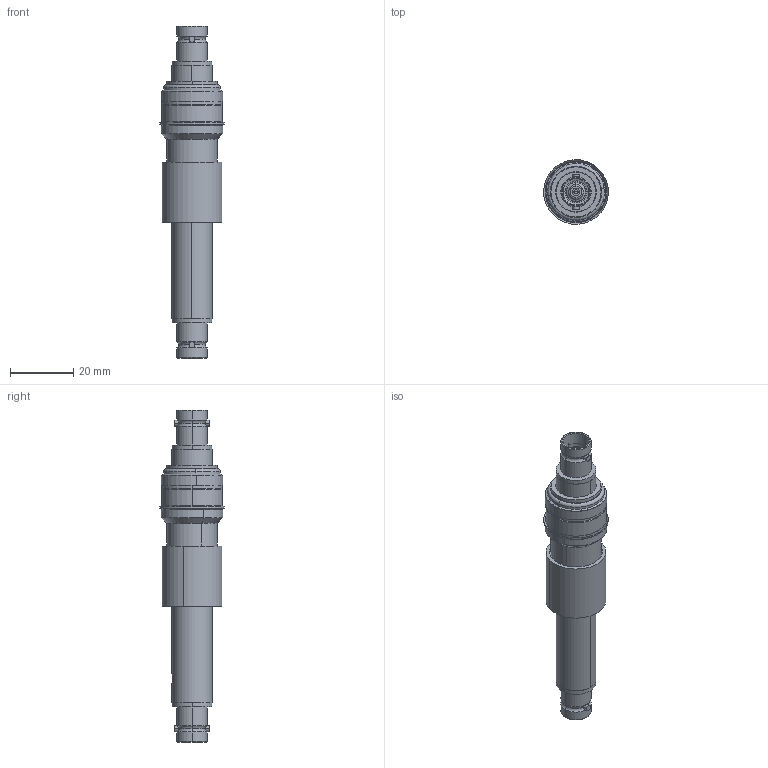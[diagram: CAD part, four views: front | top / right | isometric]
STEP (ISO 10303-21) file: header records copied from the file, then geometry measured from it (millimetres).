
FILE_DESCRIPTION (( 'STEP AP203' ), '1' );
FILE_NAME ('A0466-1-W.STEP', '2013-05-10T14:59:52', ( '' ), ( '' ), 'SwSTEP 2.0', 'SolidWorks 2012', '' );
FILE_SCHEMA (( 'CONFIG_CONTROL_DESIGN' ));
Length unit declared in the file: inch
Products named in the file (1): A0466-1-W
Bounding box: 20.52 x 20.52 x 105.26 mm (x, y, z)
Volume: 11605.5 mm3; surface area: 19237 mm2
Topology: 17 solids, 17 shells, 327 faces, 728 edges, 440 vertices
Faces by surface type: cylinder 154, plane 91, cone 44, torus 34, sphere 4
Entity records: 9385 total; most frequent: DIRECTION 1772, CARTESIAN_POINT 1760, ORIENTED_EDGE 1440, AXIS2_PLACEMENT_3D 740, EDGE_CURVE 720, VERTEX_POINT 436, CIRCLE 412, EDGE_LOOP 368
